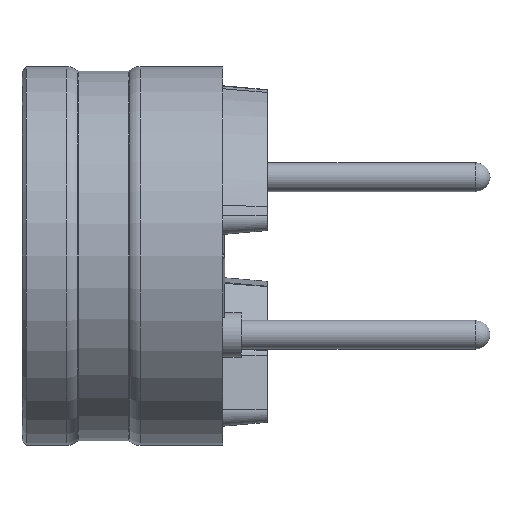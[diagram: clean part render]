
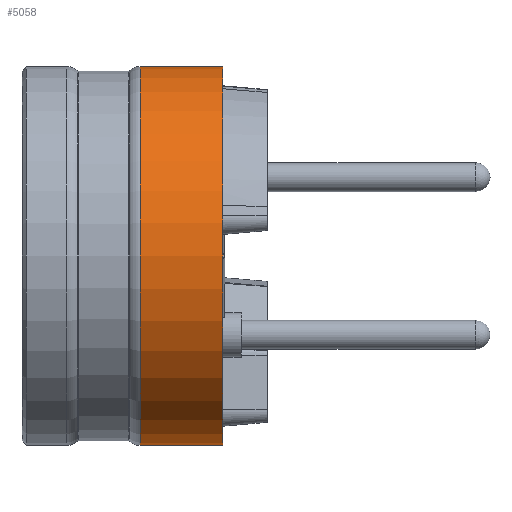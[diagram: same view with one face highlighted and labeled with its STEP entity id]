
A CAD part, left-side view. The second image highlights one B-rep face of the part: STEP entity #5058.
In plain terms, the highlighted cylindrical face has radius 4.25 mm (diameter 8.5 mm), a partial arc.
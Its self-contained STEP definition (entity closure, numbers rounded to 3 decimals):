
#10 = DIRECTION ( 'NONE',  ( 0., 1., 0. ) ) ;
#87 = LINE ( 'NONE', #3167, #7884 ) ;
#354 = AXIS2_PLACEMENT_3D ( 'NONE', #7557, #10, #6298 ) ;
#607 = CARTESIAN_POINT ( 'NONE',  ( 0., -2.65, 4.25 ) ) ;
#1424 = DIRECTION ( 'NONE',  ( 0., 1., 0. ) ) ;
#1475 = EDGE_CURVE ( 'NONE', #3265, #8138, #2637, .T. ) ;
#1921 = DIRECTION ( 'NONE',  ( 0., 1., 0. ) ) ;
#2210 = DIRECTION ( 'NONE',  ( 0., 1., 0. ) ) ;
#2585 = AXIS2_PLACEMENT_3D ( 'NONE', #7234, #2210, #6601 ) ;
#2637 = CIRCLE ( 'NONE', #354, 4.25 ) ;
#2708 = CARTESIAN_POINT ( 'NONE',  ( 0., -4.5, 0. ) ) ;
#2914 = CARTESIAN_POINT ( 'NONE',  ( 0., -4.5, 4.25 ) ) ;
#2917 = AXIS2_PLACEMENT_3D ( 'NONE', #2708, #1424, #4553 ) ;
#3167 = CARTESIAN_POINT ( 'NONE',  ( 0., 0., -4.25 ) ) ;
#3265 = VERTEX_POINT ( 'NONE', #4857 ) ;
#3397 = DIRECTION ( 'NONE',  ( 0., 1., 0. ) ) ;
#3702 = CIRCLE ( 'NONE', #2917, 4.25 ) ;
#4040 = EDGE_CURVE ( 'NONE', #7839, #8138, #4462, .T. ) ;
#4105 = ORIENTED_EDGE ( 'NONE', *, *, #7640, .T. ) ;
#4462 = LINE ( 'NONE', #7699, #6028 ) ;
#4553 = DIRECTION ( 'NONE',  ( 0., 0., 1. ) ) ;
#4857 = CARTESIAN_POINT ( 'NONE',  ( 0., -2.65, -4.25 ) ) ;
#4984 = ORIENTED_EDGE ( 'NONE', *, *, #1475, .F. ) ;
#5058 = ADVANCED_FACE ( 'NONE', ( #7584 ), #7289, .T. ) ;
#5311 = EDGE_CURVE ( 'NONE', #7697, #3265, #87, .T. ) ;
#5430 = ORIENTED_EDGE ( 'NONE', *, *, #4040, .T. ) ;
#6028 = VECTOR ( 'NONE', #3397, 1000. ) ;
#6298 = DIRECTION ( 'NONE',  ( 0., 0., 1. ) ) ;
#6601 = DIRECTION ( 'NONE',  ( 0., 0., 1. ) ) ;
#6680 = ORIENTED_EDGE ( 'NONE', *, *, #5311, .F. ) ;
#6705 = EDGE_LOOP ( 'NONE', ( #6680, #4105, #5430, #4984 ) ) ;
#7234 = CARTESIAN_POINT ( 'NONE',  ( 0., 0., 0. ) ) ;
#7289 = CYLINDRICAL_SURFACE ( 'NONE', #2585, 4.25 ) ;
#7557 = CARTESIAN_POINT ( 'NONE',  ( 0., -2.65, 0. ) ) ;
#7584 = FACE_OUTER_BOUND ( 'NONE', #6705, .T. ) ;
#7640 = EDGE_CURVE ( 'NONE', #7697, #7839, #3702, .T. ) ;
#7675 = CARTESIAN_POINT ( 'NONE',  ( 0., -4.5, -4.25 ) ) ;
#7697 = VERTEX_POINT ( 'NONE', #7675 ) ;
#7699 = CARTESIAN_POINT ( 'NONE',  ( 0., 0., 4.25 ) ) ;
#7839 = VERTEX_POINT ( 'NONE', #2914 ) ;
#7884 = VECTOR ( 'NONE', #1921, 1000. ) ;
#8138 = VERTEX_POINT ( 'NONE', #607 ) ;
